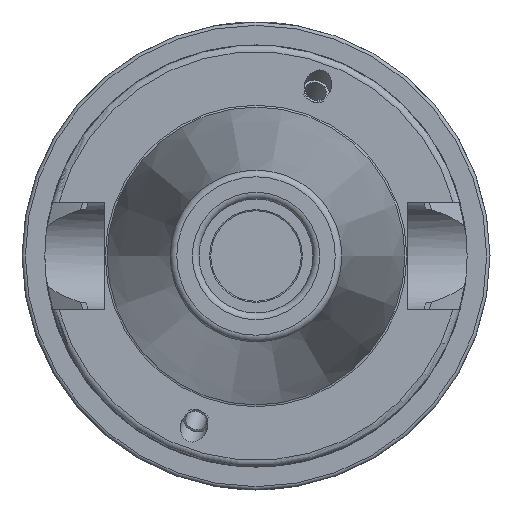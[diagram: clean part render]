
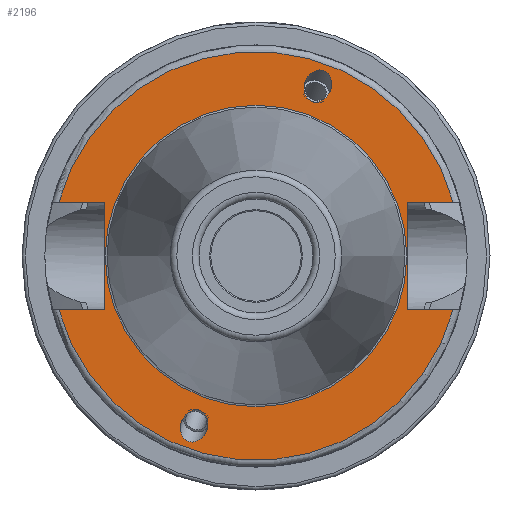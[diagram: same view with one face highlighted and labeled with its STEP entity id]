
A CAD part, left-side view. The second image highlights one B-rep face of the part: STEP entity #2196.
In plain terms, the highlighted planar face has unit normal (-1, 0, 0).
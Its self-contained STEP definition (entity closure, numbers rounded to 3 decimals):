
#72=ELLIPSE('',#2444,2.442,2.);
#81=ELLIPSE('',#2467,2.442,2.);
#113=FACE_BOUND('',#529,.T.);
#114=FACE_BOUND('',#530,.T.);
#115=FACE_BOUND('',#531,.T.);
#224=CIRCLE('',#2495,30.5);
#240=CIRCLE('',#2523,22.5);
#241=CIRCLE('',#2525,30.5);
#382=FACE_OUTER_BOUND('',#528,.T.);
#528=EDGE_LOOP('',(#1797,#1798,#1799,#1800,#1801,#1802,#1803,#1804));
#529=EDGE_LOOP('',(#1805));
#530=EDGE_LOOP('',(#1806));
#531=EDGE_LOOP('',(#1807));
#649=LINE('',#3852,#786);
#653=LINE('',#3860,#790);
#656=LINE('',#3880,#793);
#667=LINE('',#3980,#804);
#670=LINE('',#4001,#807);
#672=LINE('',#4004,#809);
#786=VECTOR('',#2931,10.);
#790=VECTOR('',#2937,10.);
#793=VECTOR('',#2942,10.);
#804=VECTOR('',#2997,10.);
#807=VECTOR('',#3002,10.);
#809=VECTOR('',#3006,10.);
#961=VERTEX_POINT('',#3684);
#976=VERTEX_POINT('',#3765);
#994=VERTEX_POINT('',#3840);
#995=VERTEX_POINT('',#3851);
#997=VERTEX_POINT('',#3857);
#998=VERTEX_POINT('',#3859);
#1013=VERTEX_POINT('',#3940);
#1020=VERTEX_POINT('',#3977);
#1021=VERTEX_POINT('',#3979);
#1025=VERTEX_POINT('',#4000);
#1036=VERTEX_POINT('',#4039);
#1201=EDGE_CURVE('',#961,#961,#72,.T.);
#1224=EDGE_CURVE('',#976,#976,#81,.T.);
#1245=EDGE_CURVE('',#995,#994,#649,.T.);
#1249=EDGE_CURVE('',#998,#997,#653,.T.);
#1254=EDGE_CURVE('',#997,#995,#656,.T.);
#1274=EDGE_CURVE('',#998,#1013,#224,.T.);
#1284=EDGE_CURVE('',#1021,#1020,#667,.T.);
#1289=EDGE_CURVE('',#1025,#1013,#670,.T.);
#1291=EDGE_CURVE('',#1020,#1025,#672,.T.);
#1309=EDGE_CURVE('',#1036,#1036,#240,.T.);
#1310=EDGE_CURVE('',#1021,#994,#241,.T.);
#1797=ORIENTED_EDGE('',*,*,#1245,.T.);
#1798=ORIENTED_EDGE('',*,*,#1310,.F.);
#1799=ORIENTED_EDGE('',*,*,#1284,.T.);
#1800=ORIENTED_EDGE('',*,*,#1291,.T.);
#1801=ORIENTED_EDGE('',*,*,#1289,.T.);
#1802=ORIENTED_EDGE('',*,*,#1274,.F.);
#1803=ORIENTED_EDGE('',*,*,#1249,.T.);
#1804=ORIENTED_EDGE('',*,*,#1254,.T.);
#1805=ORIENTED_EDGE('',*,*,#1201,.T.);
#1806=ORIENTED_EDGE('',*,*,#1224,.T.);
#1807=ORIENTED_EDGE('',*,*,#1309,.T.);
#2089=PLANE('',#2524);
#2196=ADVANCED_FACE('',(#382,#113,#114,#115),#2089,.T.);
#2444=AXIS2_PLACEMENT_3D('',#3686,#2853,#2854);
#2467=AXIS2_PLACEMENT_3D('',#3767,#2906,#2907);
#2495=AXIS2_PLACEMENT_3D('',#3941,#2984,#2985);
#2523=AXIS2_PLACEMENT_3D('',#4041,#3054,#3055);
#2524=AXIS2_PLACEMENT_3D('',#4042,#3056,#3057);
#2525=AXIS2_PLACEMENT_3D('',#4043,#3058,#3059);
#2853=DIRECTION('center_axis',(1.,0.,0.));
#2854=DIRECTION('ref_axis',(0.,-0.342,0.94));
#2906=DIRECTION('center_axis',(1.,0.,0.));
#2907=DIRECTION('ref_axis',(0.,0.342,-0.94));
#2931=DIRECTION('',(0.,-1.,0.));
#2937=DIRECTION('',(0.,1.,0.));
#2942=DIRECTION('',(0.,0.,1.));
#2984=DIRECTION('center_axis',(1.,0.,0.));
#2985=DIRECTION('ref_axis',(0.,0.,-1.));
#2997=DIRECTION('',(0.,-1.,0.));
#3002=DIRECTION('',(0.,1.,0.));
#3006=DIRECTION('',(0.,0.,-1.));
#3054=DIRECTION('center_axis',(1.,0.,0.));
#3055=DIRECTION('ref_axis',(0.,0.,-1.));
#3056=DIRECTION('center_axis',(-1.,0.,0.));
#3057=DIRECTION('ref_axis',(0.,0.,1.));
#3058=DIRECTION('center_axis',(1.,0.,0.));
#3059=DIRECTION('ref_axis',(0.,0.,-1.));
#3684=CARTESIAN_POINT('',(2.,-8.399,23.077));
#3686=CARTESIAN_POINT('Origin',(2.,-9.235,25.372));
#3765=CARTESIAN_POINT('',(2.,8.399,-23.077));
#3767=CARTESIAN_POINT('Origin',(2.,9.235,-25.372));
#3840=CARTESIAN_POINT('',(2.,-29.418,8.05));
#3851=CARTESIAN_POINT('',(2.,-22.6,8.05));
#3852=CARTESIAN_POINT('',(2.,3.95,8.05));
#3857=CARTESIAN_POINT('',(2.,-22.6,-8.05));
#3859=CARTESIAN_POINT('',(2.,-29.418,-8.05));
#3860=CARTESIAN_POINT('',(2.,3.95,-8.05));
#3880=CARTESIAN_POINT('',(2.,-22.6,0.));
#3940=CARTESIAN_POINT('',(2.,29.418,-8.05));
#3941=CARTESIAN_POINT('Origin',(2.,0.,0.));
#3977=CARTESIAN_POINT('',(2.,22.6,8.05));
#3979=CARTESIAN_POINT('',(2.,29.418,8.05));
#3980=CARTESIAN_POINT('',(2.,26.55,8.05));
#4000=CARTESIAN_POINT('',(2.,22.6,-8.05));
#4001=CARTESIAN_POINT('',(2.,26.55,-8.05));
#4004=CARTESIAN_POINT('',(2.,22.6,0.));
#4039=CARTESIAN_POINT('',(2.,0.,22.5));
#4041=CARTESIAN_POINT('Origin',(2.,0.,0.));
#4042=CARTESIAN_POINT('Origin',(2.,30.5,0.));
#4043=CARTESIAN_POINT('Origin',(2.,0.,0.));
